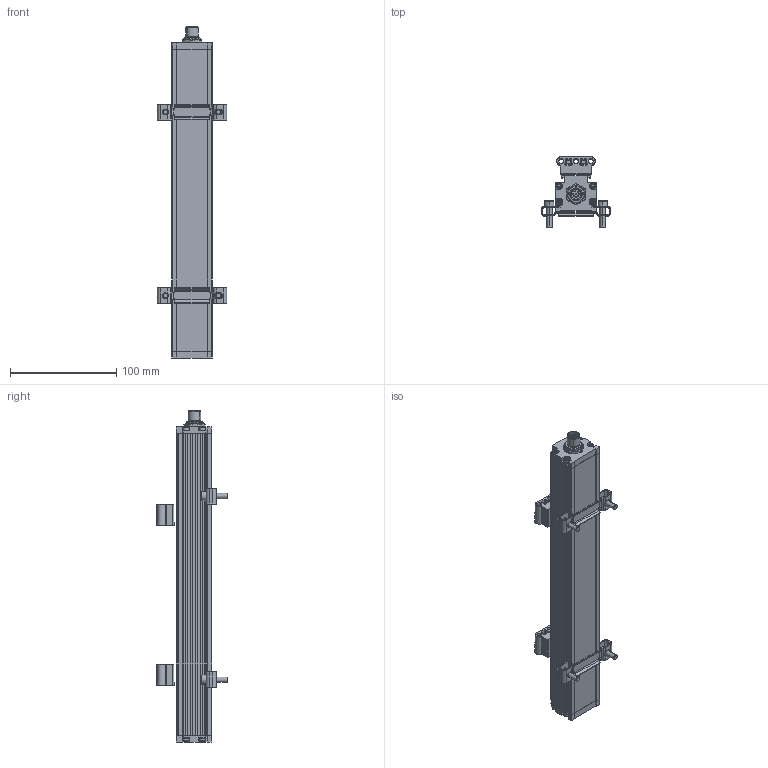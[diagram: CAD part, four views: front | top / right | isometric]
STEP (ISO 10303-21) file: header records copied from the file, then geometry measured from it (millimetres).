
FILE_DESCRIPTION (( 'STEP AP214' ), '1' );
FILE_NAME ('TP1_Z001_BG_M12~00.STEP', '2012-05-30T08:46:11', ( 'dummy' ), ( 'Hewlett-Packard Company' ), 'SwSTEP 2.0', 'SolidWorks 2011', '' );
FILE_SCHEMA (( 'AUTOMOTIVE_DESIGN' ));
Length unit declared in the file: millimetre
Products named in the file (21): Typenschild_TP1 - Internetdaten; 518678_Flanschstecker_M12_8-pol_09-3481-116-08~00; 518678_Grundkoerper_09-3481-116-0810~00; 518678_Stift_4_09-3481-116-089~00; 518678_Stift_8_09-3481-116-088~00; 518678_Stift_6_09-3481-116-087~00; 518678_Stift_1_09-3481-116-086~00; 518678_Stift_5_09-3481-116-085~00; 518678_Stift_2_09-3481-116-084~00; 518678_Stift_3_09-3481-116-083~00; 518678_Stift_7_09-3481-116-082~00; 518678_Mutter_09-3481-116-081~00; 518622_Flanschplatte_fuer_M12-Stecker_(Fraesteil)~03; 518624_Endflansch_Fraesteil~02; 514989_Zyl.-Schraube_M3x16_Furch._m._Torx~00; 515153_515341_spannklammer_tl~01; 511028_518551~00; 518679_Sicherungsscheibe_S3_Schnorr~00; 518735_Magnetträger_ungeführt_für_Z-TP1-P06~04; 518398_518399_fuer_Z001_Gehaeuseprofil_fuer_Z001~00_mit Ausfräsung; TP1_Z001_BG_M12~00
Assembly tree (39 placements, depth 3):
  TP1_Z001_BG_M12~00
    515153_515341_spannklammer_tl~01  x2
    518679_Sicherungsscheibe_S3_Schnorr~00  x8
    518398_518399_fuer_Z001_Gehaeuseprofil_fuer_Z001~00_mit Ausfräsung
    511028_518551~00  x4
    518622_Flanschplatte_fuer_M12-Stecker_(Fraesteil)~03
    518624_Endflansch_Fraesteil~02
    514989_Zyl.-Schraube_M3x16_Furch._m._Torx~00  x8
    518678_Flanschstecker_M12_8-pol_09-3481-116-08~00
      518678_Stift_3_09-3481-116-083~00
      518678_Stift_2_09-3481-116-084~00
      518678_Stift_5_09-3481-116-085~00
      518678_Stift_1_09-3481-116-086~00
      518678_Stift_8_09-3481-116-088~00
      518678_Stift_6_09-3481-116-087~00
      518678_Stift_7_09-3481-116-082~00
      518678_Grundkoerper_09-3481-116-0810~00
      518678_Stift_4_09-3481-116-089~00
      518678_Mutter_09-3481-116-081~00
    Typenschild_TP1 - Internetdaten
    518735_Magnetträger_ungeführt_für_Z-TP1-P06~04  x2
Bounding box: 65 x 66.91 x 311.8 mm (x, y, z)
Volume: 165696.6 mm3; surface area: 136150 mm2
Topology: 38 solids, 38 shells, 6330 faces, 17885 edges, 11692 vertices
Faces by surface type: plane 4709, cylinder 740, bspline 594, cone 191, torus 72, sphere 24
Entity records: 112708 total; most frequent: CARTESIAN_POINT 42691, ORIENTED_EDGE 13672, DIRECTION 10400, EDGE_CURVE 6836, VERTEX_POINT 4476, VECTOR 3948, LINE 3948, AXIS2_PLACEMENT_3D 3226
